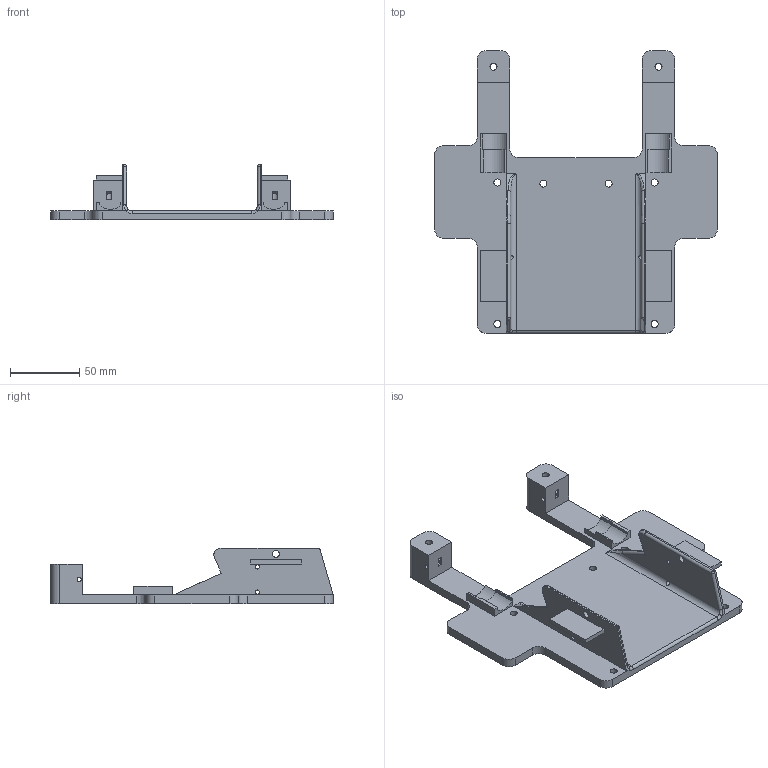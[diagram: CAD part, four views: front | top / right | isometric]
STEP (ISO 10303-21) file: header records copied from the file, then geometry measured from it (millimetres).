
FILE_DESCRIPTION(/* description */ ('STEP AP242','CAx-IF Rec.Pracs.---Representation and Presentation of Product Manufacturing Information (PMI)---4.0---2014-10-13','CAx-IF Rec.Pracs.---3D Tessellated Geometry---0.4---2014-09-14','2;1'),/* implementation_level */ '2;1');
FILE_NAME(/* name */ '66956d35d3e73f42a16af512',/* time_stamp */ '2024-07-15T18:40:53Z',/* author */ (''),/* organization */ (''),/* preprocessor_version */ 'ST-DEVELOPER v20',/* originating_system */ ' ',/* authorisation */ ' ');
FILE_SCHEMA (('AP242_MANAGED_MODEL_BASED_3D_ENGINEERING_MIM_LF { 1 0 10303 442 1 1 4 }'));
Length unit declared in the file: metre
Products named in the file (1): Chassis
Bounding box: 203.2 x 203.2 x 40.04 mm (x, y, z)
Volume: 208656.6 mm3; surface area: 78174.8 mm2
Topology: 1 solids, 1 shells, 151 faces, 421 edges, 276 vertices
Faces by surface type: plane 88, cylinder 51, bspline 8, sphere 2, torus 2
Full cylindrical faces by diameter (mm): 3 x8, 5.08 x10
Entity records: 4975 total; most frequent: CARTESIAN_POINT 1127, ORIENTED_EDGE 778, DIRECTION 769, EDGE_CURVE 389, VERTEX_POINT 264, AXIS2_PLACEMENT_3D 260, LINE 249, VECTOR 249
